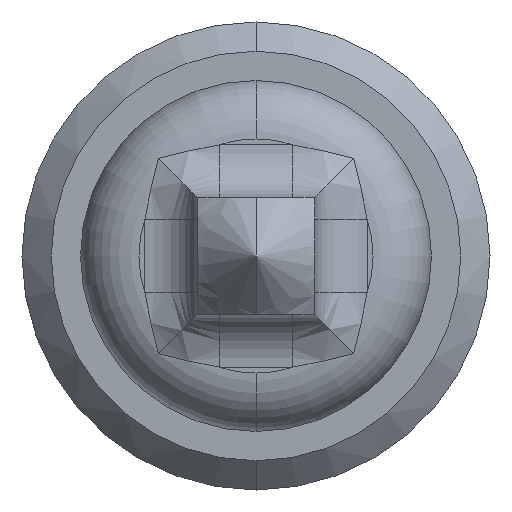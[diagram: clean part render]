
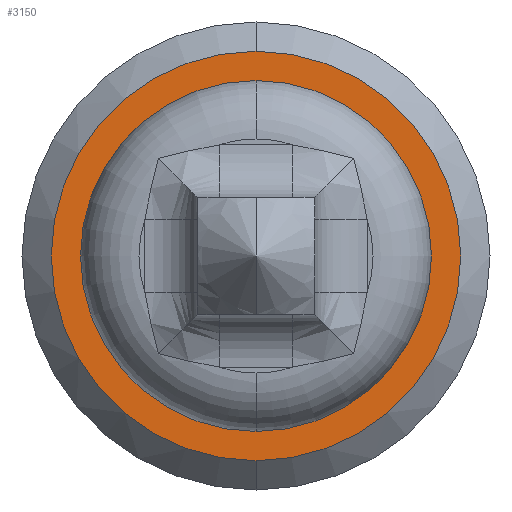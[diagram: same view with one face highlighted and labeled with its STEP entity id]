
A CAD part, front view. The second image highlights one B-rep face of the part: STEP entity #3150.
In plain terms, the highlighted planar face has unit normal (0, -1, 0).
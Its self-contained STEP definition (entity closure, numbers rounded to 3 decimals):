
#279 = AXIS2_PLACEMENT_3D ( 'NONE', #5326, #4131, #844 ) ;
#329 = CARTESIAN_POINT ( 'NONE',  ( 0., -2., -1.5 ) ) ;
#691 = CARTESIAN_POINT ( 'NONE',  ( 0., -2., 1.75 ) ) ;
#702 = CARTESIAN_POINT ( 'NONE',  ( 0., -2., 0. ) ) ;
#810 = CIRCLE ( 'NONE', #1721, 1.75 ) ;
#844 = DIRECTION ( 'NONE',  ( 0., 0., 1. ) ) ;
#931 = DIRECTION ( 'NONE',  ( 0., 1., 0. ) ) ;
#1009 = CIRCLE ( 'NONE', #279, 1.75 ) ;
#1017 = CARTESIAN_POINT ( 'NONE',  ( 1.75, -2., 0. ) ) ;
#1321 = FACE_OUTER_BOUND ( 'NONE', #2482, .T. ) ;
#1454 = ORIENTED_EDGE ( 'NONE', *, *, #2056, .T. ) ;
#1721 = AXIS2_PLACEMENT_3D ( 'NONE', #3218, #2375, #1963 ) ;
#1819 = PLANE ( 'NONE',  #5332 ) ;
#1899 = CIRCLE ( 'NONE', #4590, 1.5 ) ;
#1912 = EDGE_CURVE ( 'Defeature ausgef�hrt1_12+Defeature ausgef�hrt1_11+Defeature ausgef�hrt1_11+Defeature ausgef�hrt1_11', #4927, #2869, #1009, .T. ) ;
#1944 = ORIENTED_EDGE ( 'NONE', *, *, #2534, .T. ) ;
#1945 = VERTEX_POINT ( 'NONE', #4907 ) ;
#1963 = DIRECTION ( 'NONE',  ( 0., 0., 1. ) ) ;
#2056 = EDGE_CURVE ( 'Defeature ausgef�hrt1_11+Defeature ausgef�hrt1_10+Defeature ausgef�hrt1_10+Defeature ausgef�hrt1_10', #2636, #1945, #4681, .T. ) ;
#2140 = CARTESIAN_POINT ( 'NONE',  ( 0., -2., 0. ) ) ;
#2356 = ORIENTED_EDGE ( 'NONE', *, *, #1912, .F. ) ;
#2375 = DIRECTION ( 'NONE',  ( 0., 1., 0. ) ) ;
#2482 = EDGE_LOOP ( 'NONE', ( #4941, #2356 ) ) ;
#2529 = EDGE_CURVE ( 'Defeature ausgef�hrt1_12+Defeature ausgef�hrt1_11+Defeature ausgef�hrt1_11+Defeature ausgef�hrt1_11', #2869, #4927, #810, .T. ) ;
#2534 = EDGE_CURVE ( 'Defeature ausgef�hrt1_11+Defeature ausgef�hrt1_10+Defeature ausgef�hrt1_10+Defeature ausgef�hrt1_10', #1945, #2636, #1899, .T. ) ;
#2636 = VERTEX_POINT ( 'NONE', #329 ) ;
#2762 = AXIS2_PLACEMENT_3D ( 'NONE', #2140, #931, #3802 ) ;
#2869 = VERTEX_POINT ( 'NONE', #691 ) ;
#3039 = DIRECTION ( 'NONE',  ( 0., 0., 1. ) ) ;
#3150 = ADVANCED_FACE ( 'Defeature ausgef�hrt1_11', ( #1321, #4879 ), #1819, .F. ) ;
#3218 = CARTESIAN_POINT ( 'NONE',  ( 0., -2., 0. ) ) ;
#3802 = DIRECTION ( 'NONE',  ( 0., 0., 1. ) ) ;
#3904 = DIRECTION ( 'NONE',  ( 0., 1., 0. ) ) ;
#4017 = CARTESIAN_POINT ( 'NONE',  ( 0., -2., -1.75 ) ) ;
#4131 = DIRECTION ( 'NONE',  ( 0., 1., 0. ) ) ;
#4590 = AXIS2_PLACEMENT_3D ( 'NONE', #702, #5260, #4855 ) ;
#4681 = CIRCLE ( 'NONE', #2762, 1.5 ) ;
#4855 = DIRECTION ( 'NONE',  ( 0., 0., 1. ) ) ;
#4879 = FACE_BOUND ( 'NONE', #5169, .T. ) ;
#4907 = CARTESIAN_POINT ( 'NONE',  ( 0., -2., 1.5 ) ) ;
#4927 = VERTEX_POINT ( 'NONE', #4017 ) ;
#4941 = ORIENTED_EDGE ( 'NONE', *, *, #2529, .F. ) ;
#5169 = EDGE_LOOP ( 'NONE', ( #1944, #1454 ) ) ;
#5260 = DIRECTION ( 'NONE',  ( 0., 1., 0. ) ) ;
#5326 = CARTESIAN_POINT ( 'NONE',  ( 0., -2., 0. ) ) ;
#5332 = AXIS2_PLACEMENT_3D ( 'NONE', #1017, #3904, #3039 ) ;
